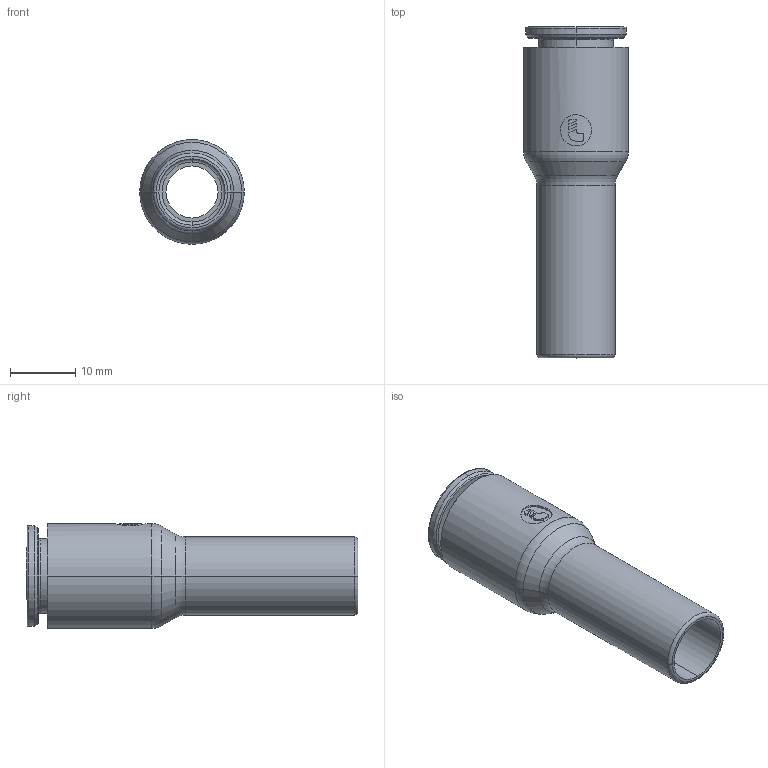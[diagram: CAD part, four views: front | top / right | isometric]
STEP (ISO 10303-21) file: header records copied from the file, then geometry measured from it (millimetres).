
FILE_DESCRIPTION(('STEP AP214'),'1');
FILE_NAME('6866_10_12.stp','2016-07-07T14:45:36',('TraceParts'),('TraceParts S.A.'),'Spatial InterOp 3D',' ',' ');
FILE_SCHEMA(('automotive_design'));
Length unit declared in the file: millimetre
Products named in the file (6): V866-10-12_ASM|Next assembly relationship#44110-19_ASM|Next assembly relationship#44110-32;44110-32; V866-10-12_ASM|Next assembly relationship#44110-19_ASM|Next assembly relationship#44110;44110; V866-10-12_ASM|Next assembly relationship#44110-19_ASM|Next assembly relationship#44110-30;44110-30; V866-10-12_ASM|Next assembly relationship#44110-19_ASM|Next assembly relationship#44110-40;44110-40; V866-10-12_ASM|Next assembly relationship#44520-18;44520-18; V866-10-12_ASM|Next assembly relationship#44110-11-10-ASM;44110-11-10-ASM
Bounding box: 16.1 x 51.05 x 16.1 mm (x, y, z)
Volume: 3289.1 mm3; surface area: 6295 mm2
Topology: 6 solids, 6 shells, 672 faces, 1684 edges, 1049 vertices
Faces by surface type: plane 277, cylinder 118, torus 103, bspline 90, cone 84
Entity records: 23127 total; most frequent: CARTESIAN_POINT 7368, ORIENTED_EDGE 3368, DIRECTION 3090, EDGE_CURVE 1684, AXIS2_PLACEMENT_3D 1062, VERTEX_POINT 1049, LINE 966, VECTOR 966
